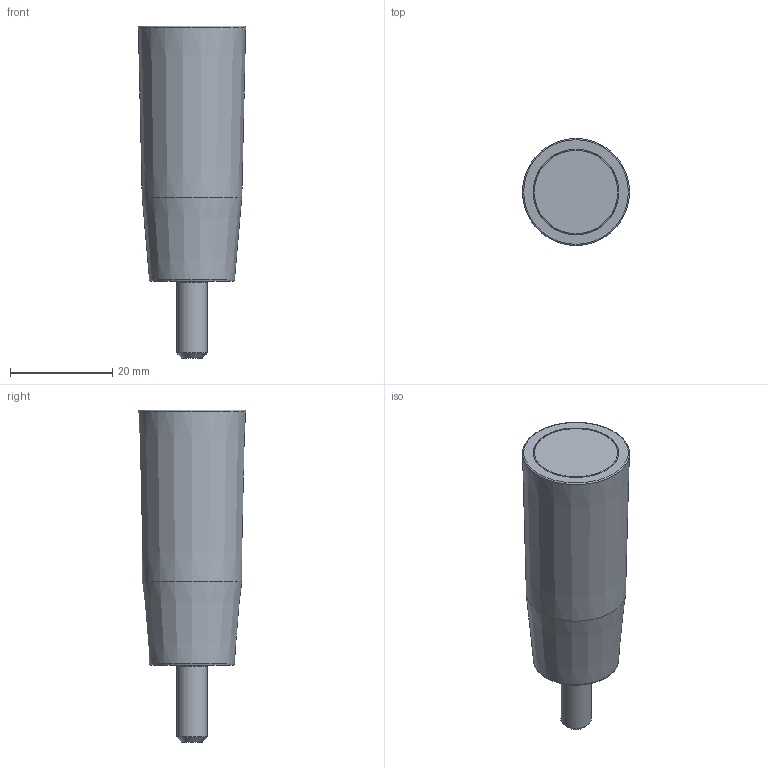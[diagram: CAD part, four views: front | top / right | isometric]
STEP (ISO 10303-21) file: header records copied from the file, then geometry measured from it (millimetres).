
FILE_DESCRIPTION( ( 'Unknown' ), '1' );
FILE_NAME( '6362005.stp', 'Unknown', ( 'Unknown' ), ( 'Unknown' ), 'PSStep 15.0.49', 'Unknown', ' ' );
FILE_SCHEMA( ( 'AUTOMOTIVE_DESIGN { 1 0 10303 214 1 1 1 1 }' ) );
Length unit declared in the file: millimetre
Products named in the file (1): 1553
Bounding box: 20.99 x 20.99 x 65 mm (x, y, z)
Volume: 15007.2 mm3; surface area: 4647.7 mm2
Topology: 1 solids, 4 shells, 26 faces, 45 edges, 29 vertices
Faces by surface type: plane 10, cylinder 7, torus 6, cone 3
Full cylindrical faces by diameter (mm): 6 x2, 6.3 x1, 12.8 x1, 16.7 x1, 16.8 x2
Entity records: 734 total; most frequent: DIRECTION 102, CARTESIAN_POINT 76, AXIS2_PLACEMENT_3D 51, EDGE_LOOP 48, ORIENTED_EDGE 48, FACE_OUTER_BOUND 39, STYLED_ITEM 26, PRESENTATION_STYLE_ASSIGNMENT 26
